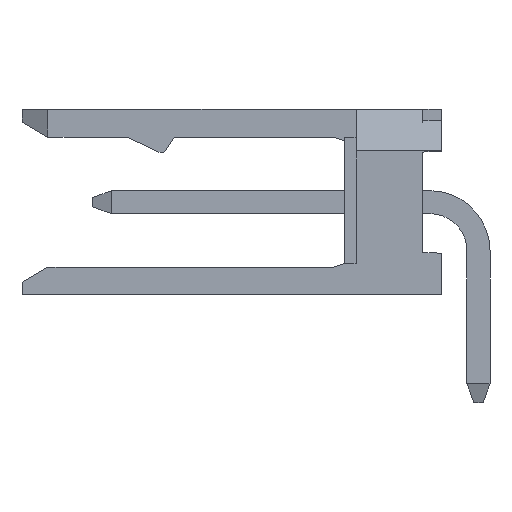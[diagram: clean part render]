
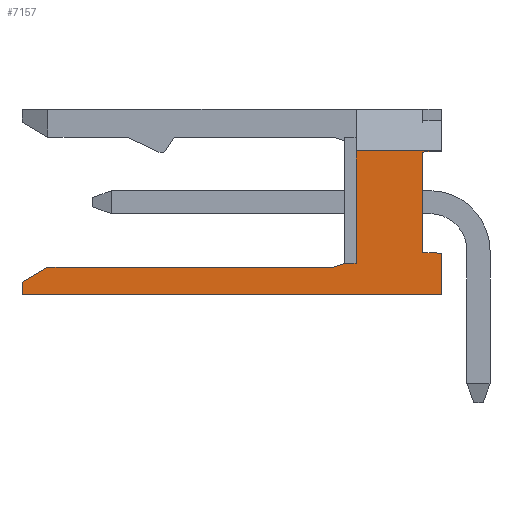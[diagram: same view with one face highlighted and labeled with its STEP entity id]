
A CAD part, left-side view. The second image highlights one B-rep face of the part: STEP entity #7157.
In plain terms, the highlighted planar face has unit normal (-1, 0, 0).
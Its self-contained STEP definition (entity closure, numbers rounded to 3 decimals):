
#810=ORIENTED_EDGE('',*,*,#1557,.F.);
#811=ORIENTED_EDGE('',*,*,#1766,.F.);
#812=ORIENTED_EDGE('',*,*,#2008,.T.);
#813=ORIENTED_EDGE('',*,*,#2001,.F.);
#814=ORIENTED_EDGE('',*,*,#1843,.F.);
#815=ORIENTED_EDGE('',*,*,#2009,.F.);
#816=ORIENTED_EDGE('',*,*,#2010,.T.);
#817=ORIENTED_EDGE('',*,*,#2005,.T.);
#818=ORIENTED_EDGE('',*,*,#1999,.T.);
#819=ORIENTED_EDGE('',*,*,#2011,.F.);
#820=ORIENTED_EDGE('',*,*,#1797,.F.);
#821=ORIENTED_EDGE('',*,*,#1908,.F.);
#822=ORIENTED_EDGE('',*,*,#1906,.F.);
#1557=EDGE_CURVE('',#2303,#2304,#2782,.T.);
#1766=EDGE_CURVE('',#2467,#2303,#2986,.T.);
#1797=EDGE_CURVE('',#2494,#2495,#3017,.T.);
#1843=EDGE_CURVE('',#2532,#2533,#3063,.T.);
#1906=EDGE_CURVE('',#2304,#2584,#3125,.T.);
#1908=EDGE_CURVE('',#2584,#2494,#3127,.T.);
#1999=EDGE_CURVE('',#2631,#2630,#3214,.T.);
#2001=EDGE_CURVE('',#2533,#2632,#3216,.T.);
#2005=EDGE_CURVE('',#2634,#2631,#3220,.T.);
#2008=EDGE_CURVE('',#2467,#2632,#3223,.T.);
#2009=EDGE_CURVE('',#2636,#2532,#3224,.T.);
#2010=EDGE_CURVE('',#2636,#2634,#3225,.T.);
#2011=EDGE_CURVE('',#2495,#2630,#3226,.T.);
#2303=VERTEX_POINT('',#8981);
#2304=VERTEX_POINT('',#8983);
#2467=VERTEX_POINT('',#9402);
#2494=VERTEX_POINT('',#9463);
#2495=VERTEX_POINT('',#9465);
#2532=VERTEX_POINT('',#9550);
#2533=VERTEX_POINT('',#9552);
#2584=VERTEX_POINT('',#9673);
#2630=VERTEX_POINT('',#9860);
#2631=VERTEX_POINT('',#9862);
#2632=VERTEX_POINT('',#9866);
#2634=VERTEX_POINT('',#9874);
#2636=VERTEX_POINT('',#9881);
#2782=LINE('',#8982,#3502);
#2986=LINE('',#9403,#3706);
#3017=LINE('',#9464,#3737);
#3063=LINE('',#9551,#3783);
#3125=LINE('',#9672,#3845);
#3127=LINE('',#9676,#3847);
#3214=LINE('',#9861,#3934);
#3216=LINE('',#9865,#3936);
#3220=LINE('',#9873,#3940);
#3223=LINE('',#9879,#3943);
#3224=LINE('',#9880,#3944);
#3225=LINE('',#9882,#3945);
#3226=LINE('',#9883,#3946);
#3502=VECTOR('',#7644,1000.);
#3706=VECTOR('',#7954,1000.);
#3737=VECTOR('',#7991,1000.);
#3783=VECTOR('',#8043,1000.);
#3845=VECTOR('',#8121,1000.);
#3847=VECTOR('',#8125,1000.);
#3934=VECTOR('',#8316,1000.);
#3936=VECTOR('',#8320,1000.);
#3940=VECTOR('',#8328,1000.);
#3943=VECTOR('',#8333,1000.);
#3944=VECTOR('',#8334,1000.);
#3945=VECTOR('',#8335,1000.);
#3946=VECTOR('',#8336,1000.);
#4347=EDGE_LOOP('',(#810,#811,#812,#813,#814,#815,#816,#817,#818,#819,#820,
#821,#822));
#4640=FACE_BOUND('',#4347,.T.);
#4916=PLANE('',#7455);
#7157=ADVANCED_FACE('',(#4640),#4916,.T.);
#7455=AXIS2_PLACEMENT_3D('',#9878,#8331,#8332);
#7644=DIRECTION('',(0.,-1.,0.));
#7954=DIRECTION('',(0.,0.,1.));
#7991=DIRECTION('',(0.,-0.316,-0.949));
#8043=DIRECTION('',(0.,1.,0.));
#8121=DIRECTION('',(0.,-0.5,-0.866));
#8125=DIRECTION('',(0.,0.,-1.));
#8316=DIRECTION('',(0.,1.,0.));
#8320=DIRECTION('',(0.,0.052,-0.999));
#8328=DIRECTION('',(0.,0.,1.));
#8331=DIRECTION('',(-1.,0.,0.));
#8332=DIRECTION('',(0.,-1.,0.));
#8333=DIRECTION('',(0.,-1.,0.));
#8334=DIRECTION('',(0.,0.052,0.999));
#8335=DIRECTION('',(0.,-1.,0.));
#8336=DIRECTION('',(0.,0.,-1.));
#8981=CARTESIAN_POINT('',(-14.94,5.,11.3));
#8982=CARTESIAN_POINT('',(-14.94,0.,11.3));
#8983=CARTESIAN_POINT('',(-14.94,4.654,11.3));
#9402=CARTESIAN_POINT('',(-14.94,5.,0.));
#9403=CARTESIAN_POINT('',(-14.94,5.,0.));
#9463=CARTESIAN_POINT('',(-14.94,4.25,2.9));
#9464=CARTESIAN_POINT('',(-14.94,4.25,2.9));
#9465=CARTESIAN_POINT('',(-14.94,4.15,2.6));
#9550=CARTESIAN_POINT('',(-14.94,1.15,0.5));
#9551=CARTESIAN_POINT('',(-14.94,0.,0.5));
#9552=CARTESIAN_POINT('',(-14.94,3.85,0.5));
#9672=CARTESIAN_POINT('',(-14.94,-1.87,0.));
#9673=CARTESIAN_POINT('',(-14.94,4.25,10.6));
#9676=CARTESIAN_POINT('',(-14.94,4.25,0.));
#9860=CARTESIAN_POINT('',(-14.94,4.15,2.3));
#9861=CARTESIAN_POINT('',(-14.94,0.,2.3));
#9862=CARTESIAN_POINT('',(-14.94,1.12,2.3));
#9865=CARTESIAN_POINT('',(-14.94,3.876,0.));
#9866=CARTESIAN_POINT('',(-14.94,3.876,0.));
#9873=CARTESIAN_POINT('',(-14.94,1.12,1.3));
#9874=CARTESIAN_POINT('',(-14.94,1.12,0.));
#9878=CARTESIAN_POINT('',(-14.94,2.5,5.65));
#9879=CARTESIAN_POINT('',(-14.94,5.,0.));
#9880=CARTESIAN_POINT('',(-14.94,1.124,0.));
#9881=CARTESIAN_POINT('',(-14.94,1.124,0.));
#9882=CARTESIAN_POINT('',(-14.94,0.,0.));
#9883=CARTESIAN_POINT('',(-14.94,4.15,0.));
